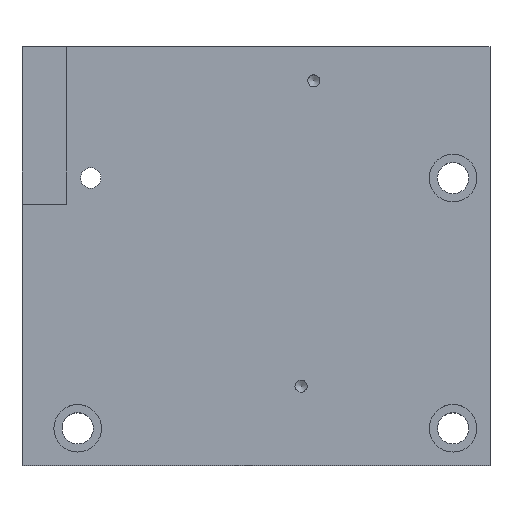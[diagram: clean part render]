
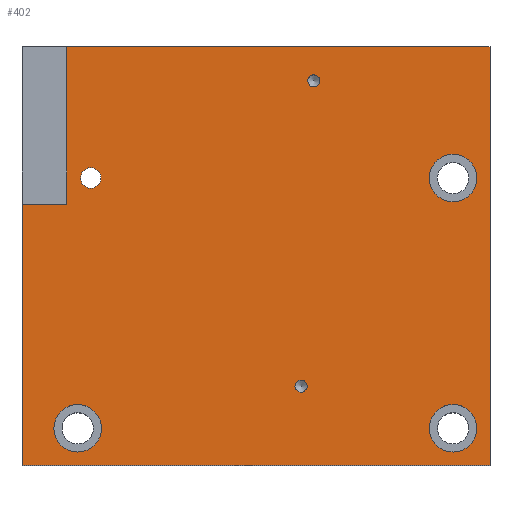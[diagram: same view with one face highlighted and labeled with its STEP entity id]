
A CAD part, top view. The second image highlights one B-rep face of the part: STEP entity #402.
In plain terms, the highlighted planar face has unit normal (0, 0, 1).
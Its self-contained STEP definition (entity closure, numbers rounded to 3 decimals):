
#27=FACE_BOUND('',#90,.T.);
#28=FACE_BOUND('',#91,.T.);
#29=FACE_BOUND('',#92,.T.);
#30=FACE_BOUND('',#93,.T.);
#31=FACE_BOUND('',#94,.T.);
#32=FACE_BOUND('',#95,.T.);
#41=CIRCLE('',#448,4.826);
#42=CIRCLE('',#449,4.826);
#43=CIRCLE('',#450,4.826);
#44=CIRCLE('',#451,1.23);
#45=CIRCLE('',#452,1.23);
#46=CIRCLE('',#453,2.083);
#64=FACE_OUTER_BOUND('',#89,.T.);
#89=EDGE_LOOP('',(#292,#293,#294,#295,#296,#297));
#90=EDGE_LOOP('',(#298));
#91=EDGE_LOOP('',(#299));
#92=EDGE_LOOP('',(#300));
#93=EDGE_LOOP('',(#301));
#94=EDGE_LOOP('',(#302));
#95=EDGE_LOOP('',(#303));
#127=LINE('',#622,#160);
#131=LINE('',#629,#164);
#134=LINE('',#636,#167);
#135=LINE('',#638,#168);
#136=LINE('',#640,#169);
#137=LINE('',#641,#170);
#160=VECTOR('',#495,10.);
#164=VECTOR('',#501,10.);
#167=VECTOR('',#508,10.);
#168=VECTOR('',#509,10.);
#169=VECTOR('',#510,10.);
#170=VECTOR('',#511,10.);
#193=VERTEX_POINT('',#619);
#194=VERTEX_POINT('',#621);
#196=VERTEX_POINT('',#627);
#198=VERTEX_POINT('',#635);
#199=VERTEX_POINT('',#637);
#200=VERTEX_POINT('',#639);
#201=VERTEX_POINT('',#642);
#202=VERTEX_POINT('',#644);
#203=VERTEX_POINT('',#646);
#204=VERTEX_POINT('',#648);
#205=VERTEX_POINT('',#650);
#206=VERTEX_POINT('',#652);
#229=EDGE_CURVE('',#194,#193,#127,.T.);
#233=EDGE_CURVE('',#193,#196,#131,.T.);
#236=EDGE_CURVE('',#198,#196,#134,.T.);
#237=EDGE_CURVE('',#199,#198,#135,.T.);
#238=EDGE_CURVE('',#200,#199,#136,.T.);
#239=EDGE_CURVE('',#194,#200,#137,.T.);
#240=EDGE_CURVE('',#201,#201,#41,.T.);
#241=EDGE_CURVE('',#202,#202,#42,.T.);
#242=EDGE_CURVE('',#203,#203,#43,.T.);
#243=EDGE_CURVE('',#204,#204,#44,.T.);
#244=EDGE_CURVE('',#205,#205,#45,.T.);
#245=EDGE_CURVE('',#206,#206,#46,.T.);
#292=ORIENTED_EDGE('',*,*,#229,.T.);
#293=ORIENTED_EDGE('',*,*,#233,.T.);
#294=ORIENTED_EDGE('',*,*,#236,.F.);
#295=ORIENTED_EDGE('',*,*,#237,.F.);
#296=ORIENTED_EDGE('',*,*,#238,.F.);
#297=ORIENTED_EDGE('',*,*,#239,.F.);
#298=ORIENTED_EDGE('',*,*,#240,.T.);
#299=ORIENTED_EDGE('',*,*,#241,.T.);
#300=ORIENTED_EDGE('',*,*,#242,.T.);
#301=ORIENTED_EDGE('',*,*,#243,.T.);
#302=ORIENTED_EDGE('',*,*,#244,.T.);
#303=ORIENTED_EDGE('',*,*,#245,.T.);
#389=PLANE('',#447);
#402=ADVANCED_FACE('',(#64,#27,#28,#29,#30,#31,#32),#389,.T.);
#447=AXIS2_PLACEMENT_3D('',#634,#506,#507);
#448=AXIS2_PLACEMENT_3D('',#643,#512,#513);
#449=AXIS2_PLACEMENT_3D('',#645,#514,#515);
#450=AXIS2_PLACEMENT_3D('',#647,#516,#517);
#451=AXIS2_PLACEMENT_3D('',#649,#518,#519);
#452=AXIS2_PLACEMENT_3D('',#651,#520,#521);
#453=AXIS2_PLACEMENT_3D('',#653,#522,#523);
#495=DIRECTION('',(0.,-1.,0.));
#501=DIRECTION('',(-1.,0.,0.));
#506=DIRECTION('center_axis',(0.,0.,1.));
#507=DIRECTION('ref_axis',(1.,0.,0.));
#508=DIRECTION('',(0.,1.,0.));
#509=DIRECTION('',(-1.,0.,0.));
#510=DIRECTION('',(0.,-1.,0.));
#511=DIRECTION('',(1.,0.,0.));
#512=DIRECTION('center_axis',(0.,0.,-1.));
#513=DIRECTION('ref_axis',(1.,0.,0.));
#514=DIRECTION('center_axis',(0.,0.,-1.));
#515=DIRECTION('ref_axis',(1.,0.,0.));
#516=DIRECTION('center_axis',(0.,0.,-1.));
#517=DIRECTION('ref_axis',(1.,0.,0.));
#518=DIRECTION('center_axis',(0.,0.,-1.));
#519=DIRECTION('ref_axis',(1.,0.,0.));
#520=DIRECTION('center_axis',(0.,0.,-1.));
#521=DIRECTION('ref_axis',(1.,0.,0.));
#522=DIRECTION('center_axis',(0.,0.,-1.));
#523=DIRECTION('ref_axis',(-1.,0.,0.));
#619=CARTESIAN_POINT('',(-38.377,10.5,30.517));
#621=CARTESIAN_POINT('',(-38.377,42.5,30.517));
#622=CARTESIAN_POINT('',(-38.377,21.25,30.517));
#627=CARTESIAN_POINT('',(-47.5,10.5,30.517));
#629=CARTESIAN_POINT('',(-19.188,10.5,30.517));
#634=CARTESIAN_POINT('Origin',(0.,0.,
30.517));
#635=CARTESIAN_POINT('',(-47.5,-42.5,30.517));
#636=CARTESIAN_POINT('',(-47.5,-42.5,30.517));
#637=CARTESIAN_POINT('',(47.5,-42.5,30.517));
#638=CARTESIAN_POINT('',(47.5,-42.5,30.517));
#639=CARTESIAN_POINT('',(47.5,42.5,30.517));
#640=CARTESIAN_POINT('',(47.5,42.5,30.517));
#641=CARTESIAN_POINT('',(-47.5,42.5,30.517));
#642=CARTESIAN_POINT('',(35.174,15.8,30.517));
#643=CARTESIAN_POINT('Origin',(40.,15.8,30.517));
#644=CARTESIAN_POINT('',(35.174,-35.,30.517));
#645=CARTESIAN_POINT('Origin',(40.,-35.,30.517));
#646=CARTESIAN_POINT('',(-41.026,-35.,30.517));
#647=CARTESIAN_POINT('Origin',(-36.2,-35.,30.517));
#648=CARTESIAN_POINT('',(7.917,-26.43,30.517));
#649=CARTESIAN_POINT('Origin',(9.146,-26.43,30.517));
#650=CARTESIAN_POINT('',(10.513,35.516,30.517));
#651=CARTESIAN_POINT('Origin',(11.742,35.516,30.517));
#652=CARTESIAN_POINT('',(-31.468,15.8,30.517));
#653=CARTESIAN_POINT('Origin',(-33.551,15.8,30.517));
